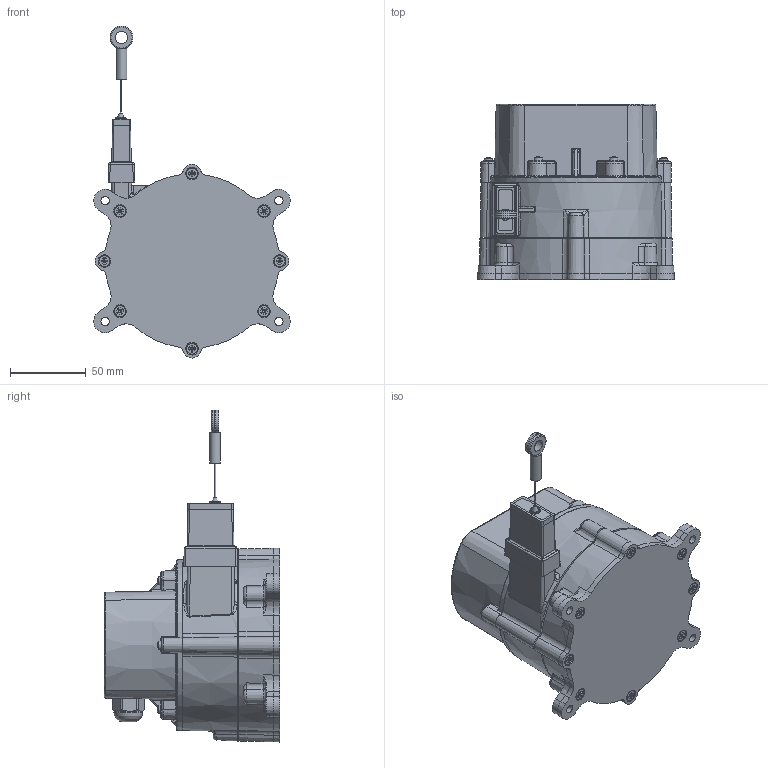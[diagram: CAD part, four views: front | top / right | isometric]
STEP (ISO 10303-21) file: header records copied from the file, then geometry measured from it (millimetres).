
FILE_DESCRIPTION(/* description */ ('strumento di misura lineare a filo'),/* implementation_level */ '2;1');
FILE_NAME(/* name */ 'DWT - torretta corta.stp',/* time_stamp */ '2021-01-28T16:30:50+01:00',/* author */ ('CAD33'),/* organization */ (''),/* preprocessor_version */ 'ST-DEVELOPER v18.1',/* originating_system */ 'Autodesk Inventor 2021',/* authorisation */ '');
FILE_SCHEMA (('AUTOMOTIVE_DESIGN { 1 0 10303 214 3 1 1 }'));
Products named in the file (20): DWT - torretta corta; 158218011.113; 158218014.111; V-rondella Ø3,5 maggiorata; V-vite autofilettante M3 L12; V-vite autofilettante M3 L12_1; 158218004.116; 158218001.117; pressacavo LAPP_SKINTOP_ST_PG 9-53015210; V-rondella Ø3; V-vite autofilettante M3 L18; V-vite autofilettante M4 L32; V-vite autofilettante M3 L8; V-vite autofilettante M3 L8_1; ScrewGB 846-85 - ST3,5 x 22 - C - Z; 158218002.100; 158218006.111_L=30mm; 158218007.112; 158218017.103; 158218019.200
Assembly tree (32 placements, depth 2):
  DWT - torretta corta
    158218011.113
    158218014.111
    ScrewGB 846-85 - ST3,5 x 22 - C - Z  x4
    V-rondella Ø3,5 maggiorata  x4
    V-vite autofilettante M3 L12  x3
    V-vite autofilettante M3 L12_1
    158218004.116
    158218001.117
    pressacavo LAPP_SKINTOP_ST_PG 9-53015210
    V-vite autofilettante M3 L18  x2
    V-rondella Ø3  x2
    V-vite autofilettante M4 L32  x4
    V-vite autofilettante M3 L8
    V-vite autofilettante M3 L8_1
    158218002.100
    158218006.111_L=30mm
    158218007.112
    158218017.103
    158218019.200
Bounding box: 130.03 x 116 x 219.71 mm (x, y, z)
Volume: 230305.6 mm3; surface area: 157926.8 mm2
Topology: 32 solids, 32 shells, 1255 faces, 3183 edges, 1989 vertices
Faces by surface type: plane 430, cone 349, cylinder 206, torus 146, bspline 110, sphere 14
Full cylindrical faces by diameter (mm): 0.75 x1, 0.9 x2, 2 x1, 2.5 x1, 2.6 x6, 2.9 x6, 3.12 x4, 3.2 x10, 3.5 x5, 3.7 x4, 3.8 x1, 4 x2, 4.166 x4, 4.5 x12, 5.5 x8, 7 x3, 7.163 x4, 7.2 x1, 7.3 x4, 8 x1, 11 x4, 13.36 x1, 15 x2, 15.2 x1, 15.3 x1, 19 x1, 107.965 x2, 108.3 x1
Entity records: 32990 total; most frequent: CARTESIAN_POINT 11135, DIRECTION 4526, ORIENTED_EDGE 4354, EDGE_CURVE 2177, AXIS2_PLACEMENT_3D 1918, VERTEX_POINT 1361, EDGE_LOOP 1016, CIRCLE 951
